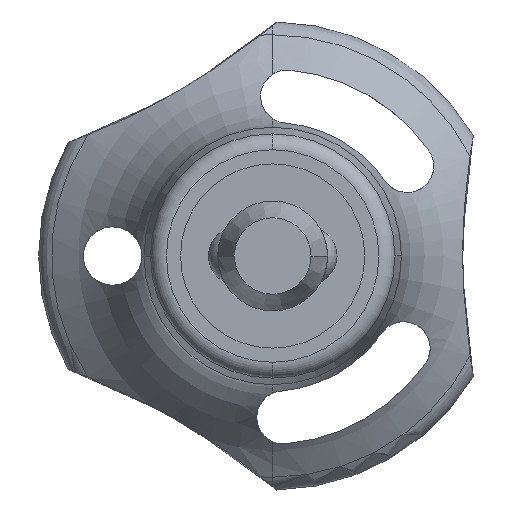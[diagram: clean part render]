
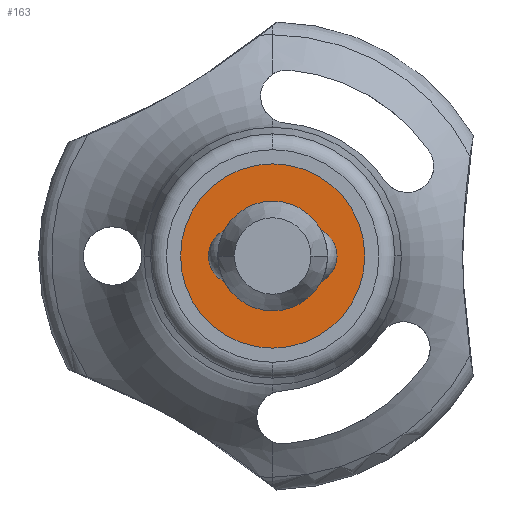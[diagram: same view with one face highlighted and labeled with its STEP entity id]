
A CAD part, front view. The second image highlights one B-rep face of the part: STEP entity #163.
In plain terms, the highlighted planar face has unit normal (0, -1, 0).
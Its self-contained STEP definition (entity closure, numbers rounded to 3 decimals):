
#163=ADVANCED_FACE('',(#333,#334),#335,.T.);
#333=FACE_OUTER_BOUND('',#505,.T.);
#334=FACE_BOUND('',#506,.T.);
#335=PLANE('',#507);
#505=EDGE_LOOP('',(#956,#957));
#506=EDGE_LOOP('',(#958,#959));
#507=AXIS2_PLACEMENT_3D('',#960,#961,#962);
#956=ORIENTED_EDGE('',*,*,#1103,.F.);
#957=ORIENTED_EDGE('',*,*,#1091,.F.);
#958=ORIENTED_EDGE('',*,*,#1244,.T.);
#959=ORIENTED_EDGE('',*,*,#1164,.T.);
#960=CARTESIAN_POINT('',(-2.0,0.0,0.0));
#961=DIRECTION('',(0.,-1.0,0.0));
#962=DIRECTION('',(1.0,0.,0.0));
#1091=EDGE_CURVE('',#1325,#1323,#1327,.T.);
#1103=EDGE_CURVE('',#1323,#1325,#1346,.T.);
#1164=EDGE_CURVE('',#1441,#1439,#1442,.T.);
#1244=EDGE_CURVE('',#1439,#1441,#1549,.T.);
#1323=VERTEX_POINT('',#1895);
#1325=VERTEX_POINT('',#1898);
#1327=CIRCLE('',#1901,4.0);
#1346=CIRCLE('',#1952,4.0);
#1439=VERTEX_POINT('',#2655);
#1441=VERTEX_POINT('',#2658);
#1442=CIRCLE('',#2659,2.381);
#1549=CIRCLE('',#3678,2.381);
#1895=CARTESIAN_POINT('',(-4.0,0.0,0.0));
#1898=CARTESIAN_POINT('',(4.0,0.,0.));
#1901=AXIS2_PLACEMENT_3D('',#3803,#3804,#3805);
#1952=AXIS2_PLACEMENT_3D('',#3816,#3817,#3818);
#2655=CARTESIAN_POINT('',(0.,0.0,-2.381));
#2658=CARTESIAN_POINT('',(0.,0.,2.381));
#2659=AXIS2_PLACEMENT_3D('',#3862,#3863,#3864);
#3678=AXIS2_PLACEMENT_3D('',#3939,#3940,#3941);
#3803=CARTESIAN_POINT('',(0.,0.0,0.0));
#3804=DIRECTION('',(0.,1.0,0.0));
#3805=DIRECTION('',(-1.0,0.,0.0));
#3816=CARTESIAN_POINT('',(0.,0.0,0.0));
#3817=DIRECTION('',(0.,1.0,0.0));
#3818=DIRECTION('',(-1.0,0.,0.0));
#3862=CARTESIAN_POINT('',(0.,0.0,0.0));
#3863=DIRECTION('',(0.,1.0,0.0));
#3864=DIRECTION('',(0.0,0.0,-1.0));
#3939=CARTESIAN_POINT('',(0.,0.0,0.0));
#3940=DIRECTION('',(0.,1.0,0.0));
#3941=DIRECTION('',(0.0,0.0,-1.0));
